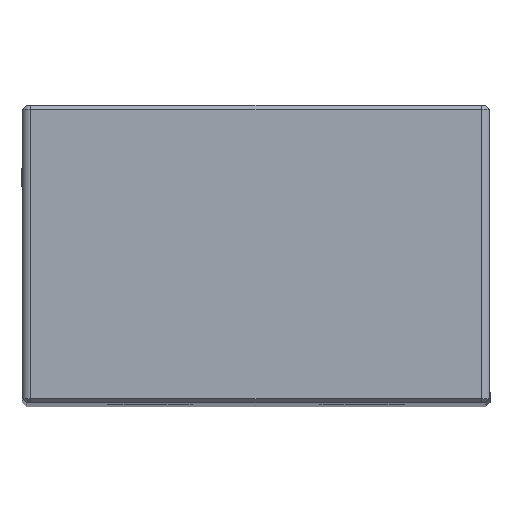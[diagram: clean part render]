
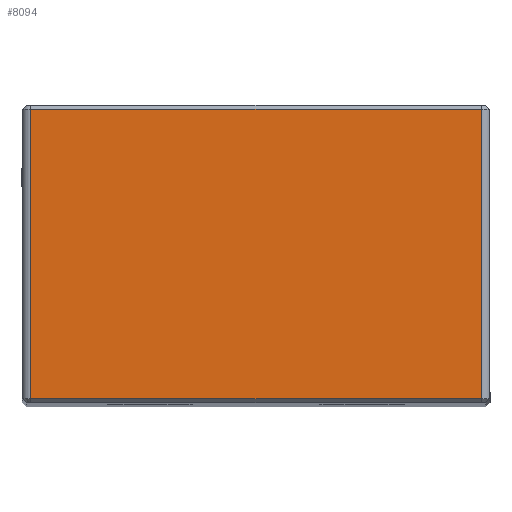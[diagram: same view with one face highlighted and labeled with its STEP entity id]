
A CAD part, top view. The second image highlights one B-rep face of the part: STEP entity #8094.
In plain terms, the highlighted planar face has unit normal (0, 0, 1).
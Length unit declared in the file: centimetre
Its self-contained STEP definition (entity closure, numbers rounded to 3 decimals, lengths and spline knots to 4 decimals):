
#585 = VERTEX_POINT ( 'NONE', #2702 ) ;
#586 = EDGE_LOOP ( 'NONE', ( #2559, #2560, #2561, #2562 ) ) ;
#605 = VERTEX_POINT ( 'NONE', #2697 ) ;
#2066 = CARTESIAN_POINT ( 'NONE',  ( 0., 0.4445, 0.4293 ) ) ;
#2068 = PLANE ( 'NONE',  #12835 ) ;
#2071 = DIRECTION ( 'NONE',  ( 0., 0., 1. ) ) ;
#2072 = DIRECTION ( 'NONE',  ( 0., -1., 0. ) ) ;
#2559 = ORIENTED_EDGE ( 'NONE', *, *, #6594, .T. ) ;
#2560 = ORIENTED_EDGE ( 'NONE', *, *, #6601, .T. ) ;
#2561 = ORIENTED_EDGE ( 'NONE', *, *, #6630, .F. ) ;
#2562 = ORIENTED_EDGE ( 'NONE', *, *, #6615, .T. ) ;
#2697 = CARTESIAN_POINT ( 'NONE',  ( 0.6731, -0.4318, 0.4293 ) ) ;
#2702 = CARTESIAN_POINT ( 'NONE',  ( -0.6731, -0.4318, 0.4293 ) ) ;
#6594 = EDGE_CURVE ( 'NONE', #7387, #7445, #15007, .T. ) ;
#6601 = EDGE_CURVE ( 'NONE', #7445, #585, #15016, .T. ) ;
#6615 = EDGE_CURVE ( 'NONE', #605, #7387, #15037, .T. ) ;
#6630 = EDGE_CURVE ( 'NONE', #605, #585, #15049, .T. ) ;
#7387 = VERTEX_POINT ( 'NONE', #9624 ) ;
#7445 = VERTEX_POINT ( 'NONE', #9652 ) ;
#8094 = ADVANCED_FACE ( 'NONE', ( #11943 ), #2068, .T. ) ;
#8887 = CARTESIAN_POINT ( 'NONE',  ( 0., 0.4318, 0.4293 ) ) ;
#8889 = DIRECTION ( 'NONE',  ( -1., 0., 0. ) ) ;
#8903 = DIRECTION ( 'NONE',  ( 0., -1., 0. ) ) ;
#8937 = CARTESIAN_POINT ( 'NONE',  ( -0.6731, 0.4445, 0.4293 ) ) ;
#9026 = CARTESIAN_POINT ( 'NONE',  ( 0.6731, 0.4445, 0.4293 ) ) ;
#9029 = DIRECTION ( 'NONE',  ( 0., 1., 0. ) ) ;
#9114 = DIRECTION ( 'NONE',  ( -1., 0., 0. ) ) ;
#9125 = CARTESIAN_POINT ( 'NONE',  ( 0., -0.4318, 0.4293 ) ) ;
#9624 = CARTESIAN_POINT ( 'NONE',  ( 0.6731, 0.4318, 0.4293 ) ) ;
#9652 = CARTESIAN_POINT ( 'NONE',  ( -0.6731, 0.4318, 0.4293 ) ) ;
#11943 = FACE_OUTER_BOUND ( 'NONE', #586, .T. ) ;
#12835 = AXIS2_PLACEMENT_3D ( 'NONE', #2066, #2071, #2072 ) ;
#15007 = LINE ( 'NONE', #8887, #15009 ) ;
#15009 = VECTOR ( 'NONE', #8889, 100. ) ;
#15016 = LINE ( 'NONE', #8937, #15018 ) ;
#15018 = VECTOR ( 'NONE', #8903, 100. ) ;
#15037 = LINE ( 'NONE', #9026, #15040 ) ;
#15040 = VECTOR ( 'NONE', #9029, 100. ) ;
#15049 = LINE ( 'NONE', #9125, #15057 ) ;
#15057 = VECTOR ( 'NONE', #9114, 100. ) ;
